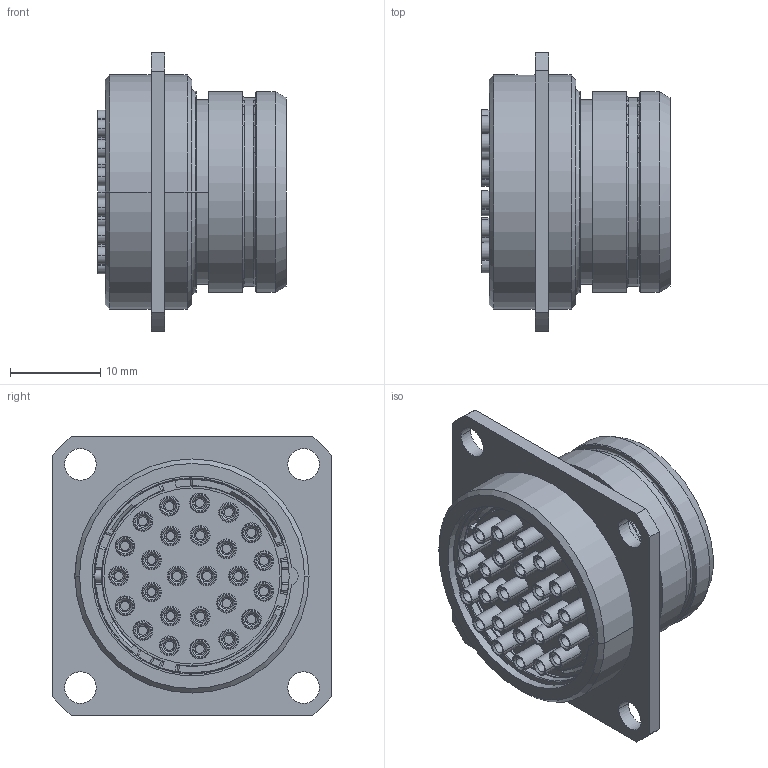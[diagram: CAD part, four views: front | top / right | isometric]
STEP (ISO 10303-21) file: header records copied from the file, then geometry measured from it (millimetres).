
FILE_DESCRIPTION((''),'2;1');
FILE_NAME('1332E426FZ','2024-07-26T13:38:24',('paultorloting'),('NET AG system integration'),'CREO PARAMETRIC BY PTC INC, 2021404','CREO PARAMETRIC BY PTC INC, 2021404','');
FILE_SCHEMA(('AUTOMOTIVE_DESIGN { 1 0 10303 214 1 1 1 1 }'));
Products named in the file (1): 1332E426FZ
Bounding box: 20.9 x 31 x 31 mm (x, y, z)
Volume: 7368.7 mm3; surface area: 10316.4 mm2
Topology: 1 solids, 1 shells, 2393 faces, 6145 edges, 3912 vertices
Faces by surface type: plane 1299, cylinder 600, torus 274, cone 220
Entity records: 91154 total; most frequent: CARTESIAN_POINT 15466, DIRECTION 12673, ORIENTED_EDGE 12186, EDGE_CURVE 6093, AXIS2_PLACEMENT_3D 4530, VERTEX_POINT 3912, VECTOR 3610, LINE 3610
